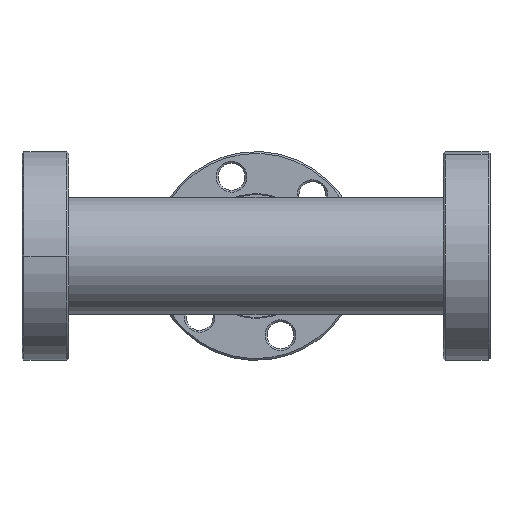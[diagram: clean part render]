
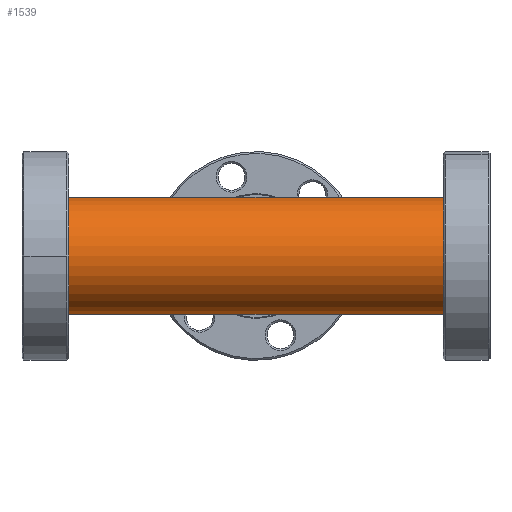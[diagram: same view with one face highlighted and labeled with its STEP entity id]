
A CAD part, front view. The second image highlights one B-rep face of the part: STEP entity #1539.
In plain terms, the highlighted cylindrical face has radius 9.525 mm (diameter 19.05 mm), a partial arc.
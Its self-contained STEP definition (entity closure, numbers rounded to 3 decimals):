
#20 = VERTEX_POINT ( 'NONE', #2991 ) ;
#125 = AXIS2_PLACEMENT_3D ( 'NONE', #3316, #1288, #3662 ) ;
#172 = DIRECTION ( 'NONE',  ( 0., 0., -1. ) ) ;
#311 = LINE ( 'NONE', #3459, #3852 ) ;
#352 = CARTESIAN_POINT ( 'NONE',  ( 33.4, 0., -9.525 ) ) ;
#402 = CARTESIAN_POINT ( 'NONE',  ( 0., 0., 9.525 ) ) ;
#710 = CARTESIAN_POINT ( 'NONE',  ( -33.4, 0., 9.525 ) ) ;
#840 = VECTOR ( 'NONE', #3696, 1000. ) ;
#1069 = EDGE_LOOP ( 'NONE', ( #3655, #1770, #3273, #4259, #2145, #2859 ) ) ;
#1215 = VECTOR ( 'NONE', #1416, 1000. ) ;
#1271 = FACE_OUTER_BOUND ( 'NONE', #1069, .T. ) ;
#1288 = DIRECTION ( 'NONE',  ( 1., 0., 0. ) ) ;
#1319 = CARTESIAN_POINT ( 'NONE',  ( 33.4, 0., -9.525 ) ) ;
#1333 = EDGE_CURVE ( 'NONE', #20, #3124, #3227, .T. ) ;
#1356 = EDGE_CURVE ( 'NONE', #1792, #4362, #2698, .T. ) ;
#1416 = DIRECTION ( 'NONE',  ( -1., 0., 0. ) ) ;
#1539 = ADVANCED_FACE ( 'NONE', ( #1271 ), #3767, .T. ) ;
#1644 = EDGE_CURVE ( 'NONE', #2080, #2488, #2640, .T. ) ;
#1770 = ORIENTED_EDGE ( 'NONE', *, *, #2471, .F. ) ;
#1792 = VERTEX_POINT ( 'NONE', #710 ) ;
#1843 = EDGE_CURVE ( 'NONE', #3124, #1792, #2899, .T. ) ;
#1926 = CIRCLE ( 'NONE', #3174, 9.525 ) ;
#2080 = VERTEX_POINT ( 'NONE', #352 ) ;
#2145 = ORIENTED_EDGE ( 'NONE', *, *, #1356, .T. ) ;
#2189 = DIRECTION ( 'NONE',  ( 1., 0., 0. ) ) ;
#2282 = DIRECTION ( 'NONE',  ( 0., 0., 1. ) ) ;
#2395 = CARTESIAN_POINT ( 'NONE',  ( -33.4, 0., -9.525 ) ) ;
#2447 = DIRECTION ( 'NONE',  ( -1., 0., 0. ) ) ;
#2471 = EDGE_CURVE ( 'NONE', #20, #2080, #1926, .T. ) ;
#2488 = VERTEX_POINT ( 'NONE', #3559 ) ;
#2611 = CARTESIAN_POINT ( 'NONE',  ( 33.4, 0., 0. ) ) ;
#2640 = LINE ( 'NONE', #1319, #840 ) ;
#2698 = CIRCLE ( 'NONE', #125, 9.525 ) ;
#2859 = ORIENTED_EDGE ( 'NONE', *, *, #3707, .F. ) ;
#2899 = LINE ( 'NONE', #3450, #1215 ) ;
#2932 = CARTESIAN_POINT ( 'NONE',  ( 33.4, 0., 9.525 ) ) ;
#2991 = CARTESIAN_POINT ( 'NONE',  ( 33.4, 0., 9.525 ) ) ;
#3124 = VERTEX_POINT ( 'NONE', #402 ) ;
#3126 = VECTOR ( 'NONE', #3281, 1000. ) ;
#3174 = AXIS2_PLACEMENT_3D ( 'NONE', #4244, #2189, #172 ) ;
#3227 = LINE ( 'NONE', #2932, #3126 ) ;
#3273 = ORIENTED_EDGE ( 'NONE', *, *, #1333, .T. ) ;
#3281 = DIRECTION ( 'NONE',  ( -1., 0., 0. ) ) ;
#3302 = DIRECTION ( 'NONE',  ( -1., 0., 0. ) ) ;
#3316 = CARTESIAN_POINT ( 'NONE',  ( -33.4, 0., 0. ) ) ;
#3450 = CARTESIAN_POINT ( 'NONE',  ( 33.4, 0., 9.525 ) ) ;
#3459 = CARTESIAN_POINT ( 'NONE',  ( 33.4, 0., -9.525 ) ) ;
#3559 = CARTESIAN_POINT ( 'NONE',  ( 0., 0., -9.525 ) ) ;
#3655 = ORIENTED_EDGE ( 'NONE', *, *, #1644, .F. ) ;
#3662 = DIRECTION ( 'NONE',  ( 0., 0., -1. ) ) ;
#3696 = DIRECTION ( 'NONE',  ( -1., 0., 0. ) ) ;
#3707 = EDGE_CURVE ( 'NONE', #2488, #4362, #311, .T. ) ;
#3767 = CYLINDRICAL_SURFACE ( 'NONE', #4221, 9.525 ) ;
#3852 = VECTOR ( 'NONE', #2447, 1000. ) ;
#4221 = AXIS2_PLACEMENT_3D ( 'NONE', #2611, #3302, #2282 ) ;
#4244 = CARTESIAN_POINT ( 'NONE',  ( 33.4, 0., 0. ) ) ;
#4259 = ORIENTED_EDGE ( 'NONE', *, *, #1843, .T. ) ;
#4362 = VERTEX_POINT ( 'NONE', #2395 ) ;
